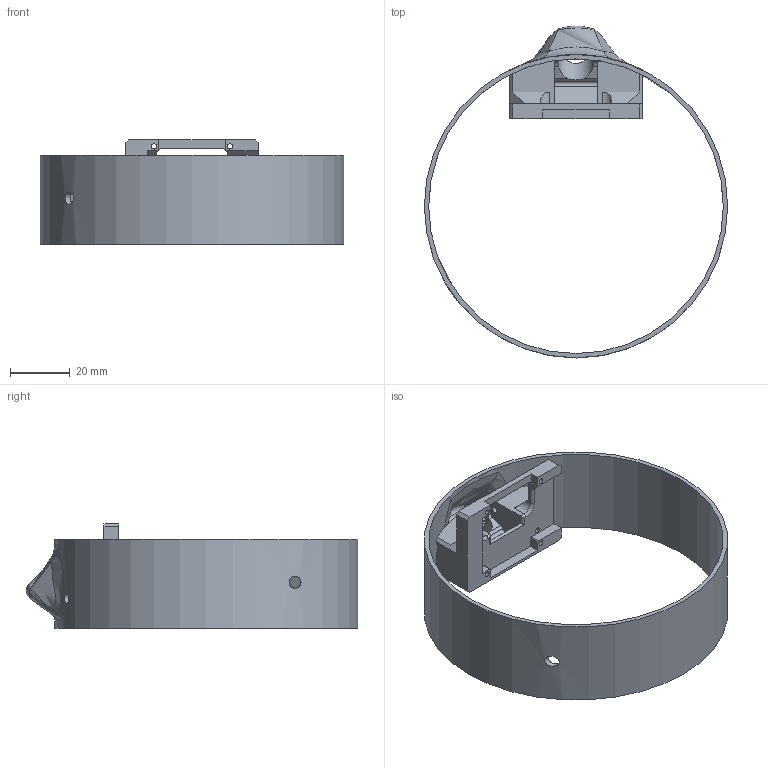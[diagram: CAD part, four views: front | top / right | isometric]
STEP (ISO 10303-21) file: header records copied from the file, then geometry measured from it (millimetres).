
FILE_DESCRIPTION(/* description */ (''),/* implementation_level */ '2;1');
FILE_NAME(/* name */ 'Switch band.step',/* time_stamp */ '2024-04-14T17:51:05+02:00',/* author */ (''),/* organization */ (''),/* preprocessor_version */ 'ST-DEVELOPER v20',/* originating_system */ 'Autodesk Translation Framework v12.20.1.177',/* authorisation */ '');
FILE_SCHEMA (('AUTOMOTIVE_DESIGN { 1 0 10303 214 3 1 1 }'));
Length unit declared in the file: millimetre
Products named in the file (4): Switch band; RunCam Split 4 v45; Holder; Component4
Assembly tree (3 placements, depth 4):
  Switch band
    RunCam Split 4 v45
      Holder
        Component4
Bounding box: 101.9 x 111.53 x 35.19 mm (x, y, z)
Volume: 23474.4 mm3; surface area: 25546.3 mm2
Topology: 2 solids, 2 shells, 114 faces, 331 edges, 220 vertices
Faces by surface type: plane 49, cylinder 37, bspline 23, cone 3, torus 2
Full cylindrical faces by diameter (mm): 1.8 x4, 2 x2, 2.5 x2, 3.5 x4, 99 x1, 101.9 x1
Entity records: 5386 total; most frequent: CARTESIAN_POINT 2387, ORIENTED_EDGE 662, DIRECTION 530, EDGE_CURVE 331, VERTEX_POINT 220, AXIS2_PLACEMENT_3D 192, LINE 146, VECTOR 146
